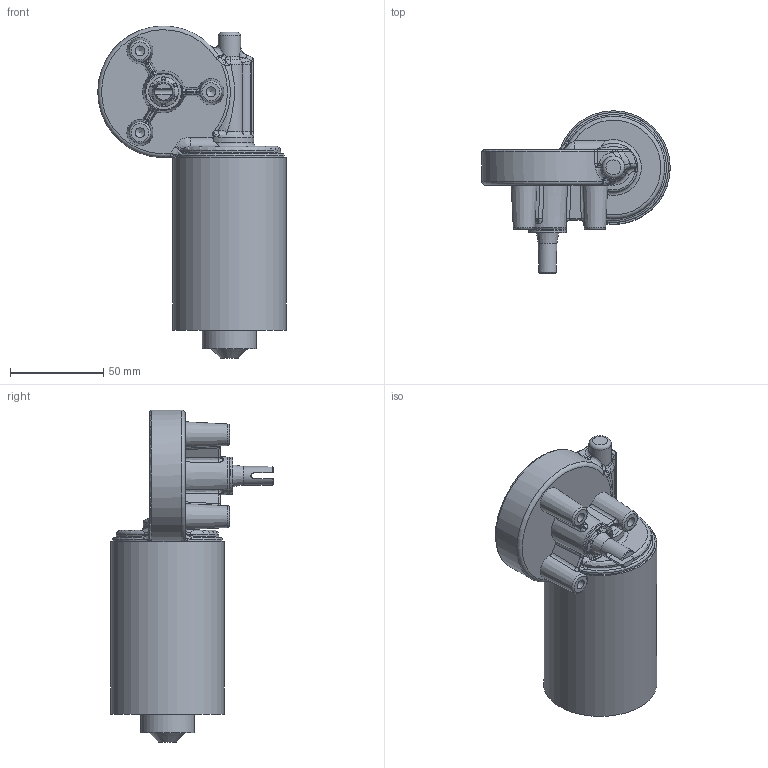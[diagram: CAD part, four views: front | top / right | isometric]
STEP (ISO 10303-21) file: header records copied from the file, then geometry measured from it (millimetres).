
FILE_DESCRIPTION( ( '' ), ' ' );
FILE_NAME( '5ed3274e9a1f740f8e4ccd87.step', '2020-05-31T03:41:02', ( '' ), ( '' ), ' ', ' ', ' ' );
FILE_SCHEMA( ( 'AUTOMOTIVE_DESIGN { 1 0 10303 214 1 1 1 1 }' ) );
Length unit declared in the file: metre
Products named in the file (3): Motor 12V 19W Bosch F 006 B20 312 <1>; Motor 12V 19W Bosch F 006 B20 312; Assem1
Assembly tree (2 placements, depth 3):
  Assem1
    Motor 12V 19W Bosch F 006 B20 312 <1>
      Motor 12V 19W Bosch F 006 B20 312
Bounding box: 101.2 x 87.3 x 178.33 mm (x, y, z)
Volume: 400205.4 mm3; surface area: 46329 mm2
Topology: 1 solids, 1 shells, 233 faces, 589 edges, 346 vertices
Faces by surface type: bspline 81, cylinder 45, plane 45, cone 35, torus 25, sphere 2
Full cylindrical faces by diameter (mm): 5.25 x3, 10 x1, 12 x1, 13 x1, 13.6 x1, 19.2 x1, 20 x1, 29 x1, 61 x1
Entity records: 17982 total; most frequent: CARTESIAN_POINT 13241, ORIENTED_EDGE 1082, DIRECTION 819, EDGE_CURVE 541, AXIS2_PLACEMENT_3D 377, VERTEX_POINT 335, EDGE_LOOP 267, B_SPLINE_CURVE_WITH_KNOTS 255
